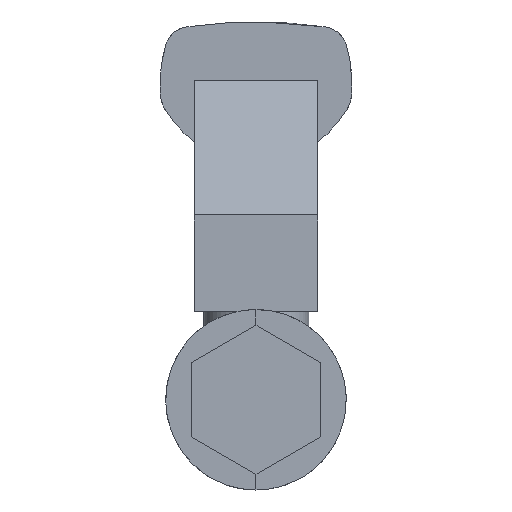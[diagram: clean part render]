
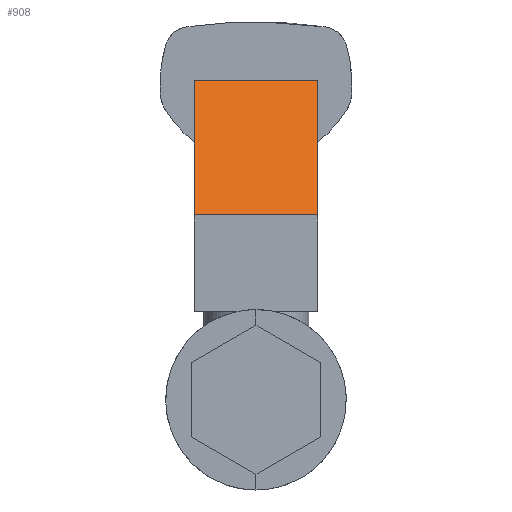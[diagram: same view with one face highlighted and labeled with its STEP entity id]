
A CAD part, left-side view. The second image highlights one B-rep face of the part: STEP entity #908.
In plain terms, the highlighted planar face has unit normal (-0.682, 0, 0.731).
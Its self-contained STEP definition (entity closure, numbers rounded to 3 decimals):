
#861=CARTESIAN_POINT('Vertex',(14.122,-12.,35.856)) ;
#865=CARTESIAN_POINT('Control Point',(14.122,12.,35.856)) ;
#866=CARTESIAN_POINT('Control Point',(14.122,-12.,35.856)) ;
#867=CARTESIAN_POINT('Vertex',(14.122,12.,35.856)) ;
#881=CARTESIAN_POINT('Axis2P3D Location',(42.036,-12.,61.886)) ;
#887=CARTESIAN_POINT('Control Point',(42.036,-12.,61.886)) ;
#888=CARTESIAN_POINT('Control Point',(14.122,-12.,35.856)) ;
#889=CARTESIAN_POINT('Vertex',(42.036,-12.,61.886)) ;
#893=CARTESIAN_POINT('Control Point',(42.036,12.,61.886)) ;
#894=CARTESIAN_POINT('Control Point',(42.036,-12.,61.886)) ;
#895=CARTESIAN_POINT('Vertex',(42.036,12.,61.886)) ;
#899=CARTESIAN_POINT('Control Point',(14.122,12.,35.856)) ;
#900=CARTESIAN_POINT('Control Point',(42.036,12.,61.886)) ;
#882=DIRECTION('Axis2P3D Direction',(-0.682,0.,0.731)) ;
#883=DIRECTION('Axis2P3D XDirection',(0.,1.,0.)) ;
#884=AXIS2_PLACEMENT_3D('Plane Axis2P3D',#881,#882,#883) ;
#885=PLANE('',#884) ;
#869=EDGE_CURVE('',#868,#862,#864,.T.) ;
#891=EDGE_CURVE('',#890,#862,#886,.T.) ;
#897=EDGE_CURVE('',#896,#890,#892,.T.) ;
#901=EDGE_CURVE('',#868,#896,#898,.T.) ;
#903=ORIENTED_EDGE('',*,*,#891,.F.) ;
#904=ORIENTED_EDGE('',*,*,#897,.F.) ;
#905=ORIENTED_EDGE('',*,*,#901,.F.) ;
#906=ORIENTED_EDGE('',*,*,#869,.T.) ;
#902=EDGE_LOOP('',(#903,#904,#905,#906)) ;
#862=VERTEX_POINT('',#861) ;
#868=VERTEX_POINT('',#867) ;
#890=VERTEX_POINT('',#889) ;
#896=VERTEX_POINT('',#895) ;
#908=ADVANCED_FACE('Solid1',(#907),#885,.T.) ;
#864=B_SPLINE_CURVE_WITH_KNOTS('',1,(#865,#866),.UNSPECIFIED.,.F.,.U.,(2,2),(0.,24.),.UNSPECIFIED.) ;
#886=B_SPLINE_CURVE_WITH_KNOTS('',1,(#887,#888),.UNSPECIFIED.,.F.,.U.,(2,2),(0.,38.167),.UNSPECIFIED.) ;
#892=B_SPLINE_CURVE_WITH_KNOTS('',1,(#893,#894),.UNSPECIFIED.,.F.,.U.,(2,2),(0.,24.),.UNSPECIFIED.) ;
#898=B_SPLINE_CURVE_WITH_KNOTS('',1,(#899,#900),.UNSPECIFIED.,.F.,.U.,(2,2),(0.,38.167),.UNSPECIFIED.) ;
#907=FACE_OUTER_BOUND('',#902,.T.) ;
